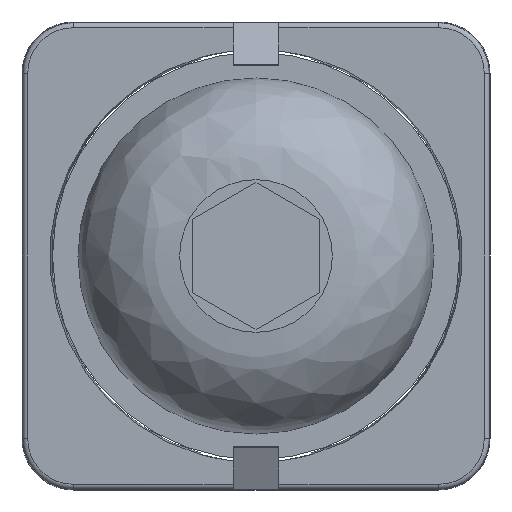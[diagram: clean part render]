
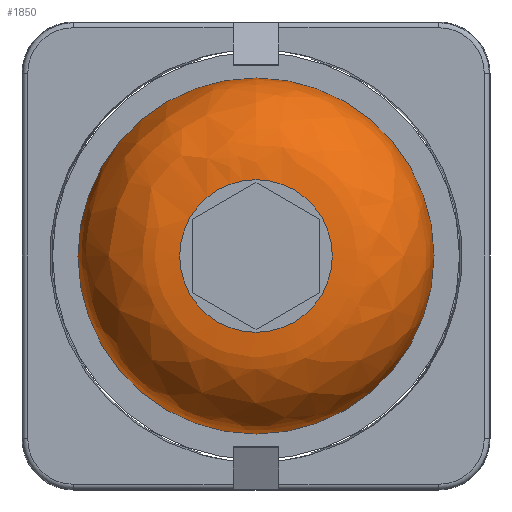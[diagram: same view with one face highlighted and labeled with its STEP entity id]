
A CAD part, left-side view. The second image highlights one B-rep face of the part: STEP entity #1850.
In plain terms, the highlighted free-form (B-spline) face has degree [2, 2] with [3, 9] control points.
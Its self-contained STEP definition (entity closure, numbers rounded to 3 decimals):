
#23=(
BOUNDED_SURFACE()
B_SPLINE_SURFACE(2,2,((#3361,#3362,#3363,#3364,#3365,#3366,#3367,#3368,
#3369),(#3370,#3371,#3372,#3373,#3374,#3375,#3376,#3377,#3378),(#3379,#3380,
#3381,#3382,#3383,#3384,#3385,#3386,#3387)),.UNSPECIFIED.,.F.,.T.,.F.)
B_SPLINE_SURFACE_WITH_KNOTS((3,3),(3,2,2,2,3),(-1.571,-0.024),
(-3.142,-1.571,0.,1.571,3.142),
 .UNSPECIFIED.)
GEOMETRIC_REPRESENTATION_ITEM()
RATIONAL_B_SPLINE_SURFACE(((1.,0.707,1.,0.707,1.,
0.707,1.,0.707,1.),(0.716,0.506,
0.716,0.506,0.716,0.506,0.716,
0.506,0.716),(1.,0.707,1.,0.707,
1.,0.707,1.,0.707,1.)))
REPRESENTATION_ITEM('')
SURFACE()
);
#209=FACE_OUTER_BOUND('',#321,.T.);
#321=EDGE_LOOP('',(#1624,#1625,#1626,#1627));
#400=CIRCLE('',#2144,3.);
#401=CIRCLE('',#2145,4.001);
#402=CIRCLE('',#2146,7.);
#876=VERTEX_POINT('',#3347);
#883=VERTEX_POINT('',#3388);
#1127=EDGE_CURVE('',#876,#876,#400,.T.);
#1134=EDGE_CURVE('',#876,#883,#401,.T.);
#1135=EDGE_CURVE('',#883,#883,#402,.T.);
#1624=ORIENTED_EDGE('',*,*,#1127,.T.);
#1625=ORIENTED_EDGE('',*,*,#1134,.T.);
#1626=ORIENTED_EDGE('',*,*,#1135,.F.);
#1627=ORIENTED_EDGE('',*,*,#1134,.F.);
#1850=ADVANCED_FACE('',(#209),#23,.F.);
#2144=AXIS2_PLACEMENT_3D('',#3348,#2674,#2675);
#2145=AXIS2_PLACEMENT_3D('',#3389,#2682,#2683);
#2146=AXIS2_PLACEMENT_3D('',#3390,#2684,#2685);
#2674=DIRECTION('center_axis',(1.,0.,0.));
#2675=DIRECTION('ref_axis',(0.,0.,-1.));
#2682=DIRECTION('center_axis',(0.,1.,0.));
#2683=DIRECTION('ref_axis',(0.,0.,
1.));
#2684=DIRECTION('center_axis',(1.,0.,0.));
#2685=DIRECTION('ref_axis',(0.,0.,-1.));
#3347=CARTESIAN_POINT('',(0.,0.,3.));
#3348=CARTESIAN_POINT('Origin',(0.,0.,0.));
#3361=CARTESIAN_POINT('Ctrl Pts',(0.,0.,
3.));
#3362=CARTESIAN_POINT('Ctrl Pts',(0.,-3.,
3.));
#3363=CARTESIAN_POINT('Ctrl Pts',(0.,-3.,
0.));
#3364=CARTESIAN_POINT('Ctrl Pts',(0.,-3.,
-3.));
#3365=CARTESIAN_POINT('Ctrl Pts',(0.,0.,
-3.));
#3366=CARTESIAN_POINT('Ctrl Pts',(0.,3.,
-3.));
#3367=CARTESIAN_POINT('Ctrl Pts',(0.,3.,
0.));
#3368=CARTESIAN_POINT('Ctrl Pts',(0.,3.,
3.));
#3369=CARTESIAN_POINT('Ctrl Pts',(0.,0.,
3.));
#3370=CARTESIAN_POINT('Ctrl Pts',(0.,0.,
6.904));
#3371=CARTESIAN_POINT('Ctrl Pts',(0.,-6.904,
6.904));
#3372=CARTESIAN_POINT('Ctrl Pts',(0.,-6.904,
0.));
#3373=CARTESIAN_POINT('Ctrl Pts',(0.,-6.904,
-6.904));
#3374=CARTESIAN_POINT('Ctrl Pts',(0.,0.,
-6.904));
#3375=CARTESIAN_POINT('Ctrl Pts',(0.,6.904,
-6.904));
#3376=CARTESIAN_POINT('Ctrl Pts',(0.,6.904,
0.));
#3377=CARTESIAN_POINT('Ctrl Pts',(0.,6.904,
6.904));
#3378=CARTESIAN_POINT('Ctrl Pts',(0.,0.,
6.904));
#3379=CARTESIAN_POINT('Ctrl Pts',(3.903,0.,
7.));
#3380=CARTESIAN_POINT('Ctrl Pts',(3.903,-7.,7.));
#3381=CARTESIAN_POINT('Ctrl Pts',(3.903,-7.,0.));
#3382=CARTESIAN_POINT('Ctrl Pts',(3.903,-7.,-7.));
#3383=CARTESIAN_POINT('Ctrl Pts',(3.903,0.,
-7.));
#3384=CARTESIAN_POINT('Ctrl Pts',(3.903,7.,-7.));
#3385=CARTESIAN_POINT('Ctrl Pts',(3.903,7.,0.));
#3386=CARTESIAN_POINT('Ctrl Pts',(3.903,7.,7.));
#3387=CARTESIAN_POINT('Ctrl Pts',(3.903,0.,
7.));
#3388=CARTESIAN_POINT('',(3.903,0.,7.));
#3389=CARTESIAN_POINT('Origin',(4.001,0.,3.));
#3390=CARTESIAN_POINT('Origin',(3.903,0.,0.));
